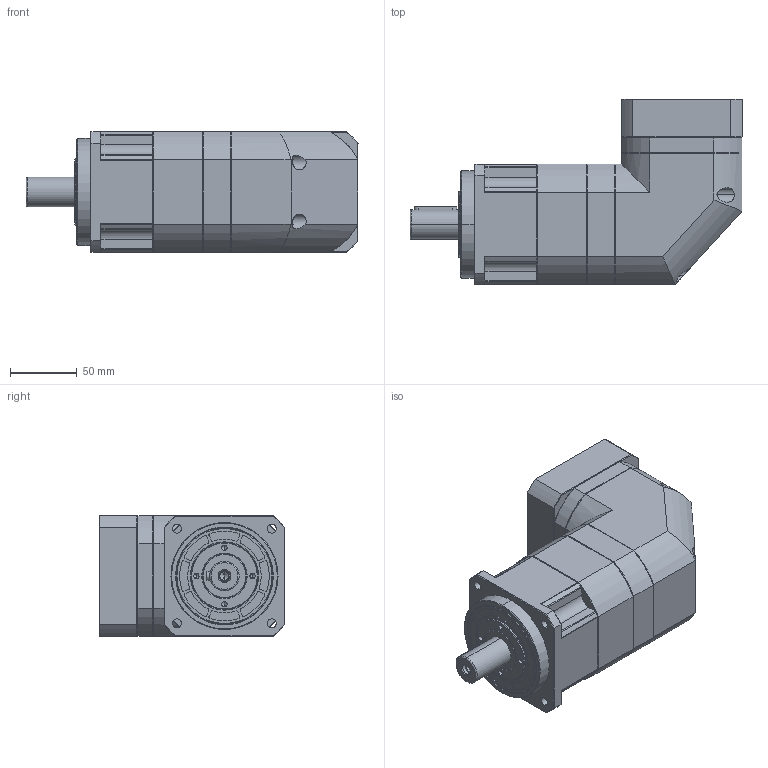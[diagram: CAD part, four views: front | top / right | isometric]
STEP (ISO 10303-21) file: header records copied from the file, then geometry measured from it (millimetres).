
FILE_DESCRIPTION((''),'2;1');
FILE_NAME('TMR090-L2-S2-P2-F-0002_ASM','2024-06-11T14:03:31',('mayn'),(''),'CREO PARAMETRIC BY PTC INC, 2020053','CREO PARAMETRIC BY PTC INC, 2020053','');
FILE_SCHEMA(('CONFIG_CONTROL_DESIGN'));
Length unit declared in the file: millimetre
Products named in the file (21): M900001; HEXAGON_SOCKET_HEAD_CAP_SC-9564; SPRING_LOCK_WASHERS--NORM-19349; HEXAGON_SOCKET_HEAD_CAP_S-19443; __10001; 500; _KB900001_ASM; ABR900002; HEXAGON_SOCKET_HEAD_CAP_S-29369; ABR900001; HEXAGON_SOCKET_HEAD_CAP_S-19395; SPRING_LOCK_WASHERS--NORMA-9612; HEX_SOCKET_SET_SCREWS_WITH_FLAT; R900001; ABR90190001; 40X50X500; R900002; TMR90L2-70-19-45-M0002_ASM; PRT0002; 19-14000; TMR090-L2-S2-P2-F-0002_ASM
Assembly tree (46 placements, depth 4):
  TMR090-L2-S2-P2-F-0002_ASM
    TMR90L2-70-19-45-M0002_ASM
      M900001
      HEXAGON_SOCKET_HEAD_CAP_SC-9564  x6
      SPRING_LOCK_WASHERS--NORM-19349  x12
      HEXAGON_SOCKET_HEAD_CAP_S-19443  x6
      _KB900001_ASM
        __10001
        500
      ABR900002
      HEXAGON_SOCKET_HEAD_CAP_S-29369
      ABR900001
      HEXAGON_SOCKET_HEAD_CAP_S-19395  x3
      SPRING_LOCK_WASHERS--NORMA-9612  x4
      HEX_SOCKET_SET_SCREWS_WITH_FLAT
      R900001
      ABR90190001
      40X50X500
      R900002
    PRT0002
    19-14000
Bounding box: 248 x 138.5 x 90 mm (x, y, z)
Volume: 1610301.9 mm3; surface area: 240270.1 mm2
Topology: 44 solids, 44 shells, 1333 faces, 3316 edges, 2098 vertices
Faces by surface type: cylinder 564, plane 530, cone 191, torus 48
Entity records: 28992 total; most frequent: CARTESIAN_POINT 5689, DIRECTION 5250, ORIENTED_EDGE 4556, EDGE_CURVE 2278, AXIS2_PLACEMENT_3D 2142, VERTEX_POINT 1478, CIRCLE 1139, EDGE_LOOP 1046
